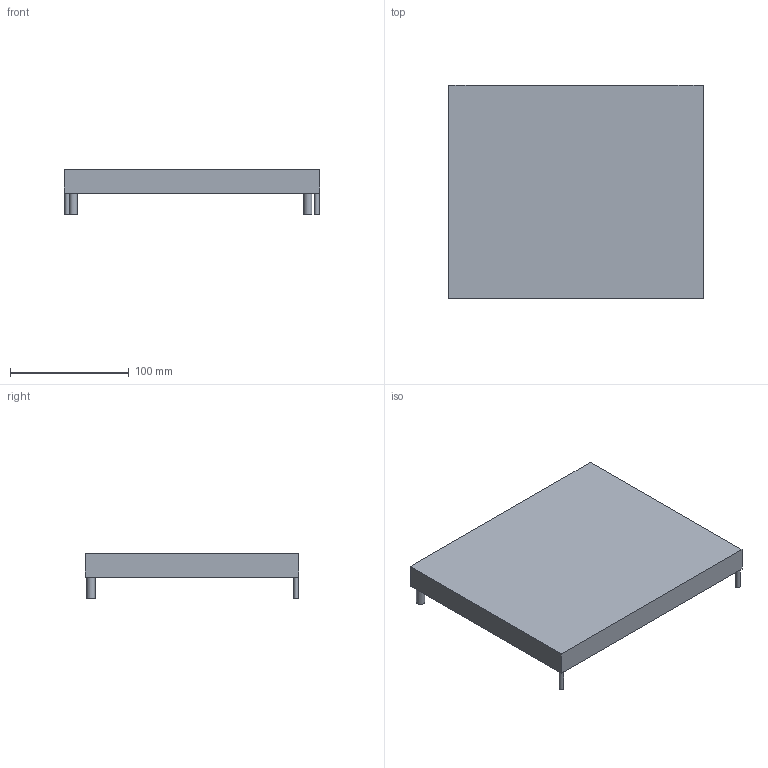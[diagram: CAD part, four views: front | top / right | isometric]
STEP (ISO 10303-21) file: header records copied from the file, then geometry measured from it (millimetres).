
FILE_DESCRIPTION(/* description */ (''),/* implementation_level */ '2;1');
FILE_NAME(/* name */ 'Tappo.step',/* time_stamp */ '2025-07-24T16:03:05+02:00',/* author */ (''),/* organization */ (''),/* preprocessor_version */ 'ST-DEVELOPER v20.1',/* originating_system */ 'Autodesk Translation Framework v14.10.0.0',/* authorisation */ '');
FILE_SCHEMA (('AUTOMOTIVE_DESIGN { 1 0 10303 214 3 1 1 }'));
Length unit declared in the file: millimetre
Products named in the file (1): TAPPO CORRETTO
Bounding box: 215 x 180 x 38 mm (x, y, z)
Volume: 775715.7 mm3; surface area: 94398.8 mm2
Topology: 1 solids, 1 shells, 14 faces, 32 edges, 24 vertices
Faces by surface type: plane 10, cylinder 4
Full cylindrical faces by diameter (mm): 3.8 x2, 6.8 x2
Entity records: 448 total; most frequent: CARTESIAN_POINT 71, DIRECTION 70, ORIENTED_EDGE 64, EDGE_CURVE 32, LINE 24, VECTOR 24, VERTEX_POINT 24, AXIS2_PLACEMENT_3D 23
